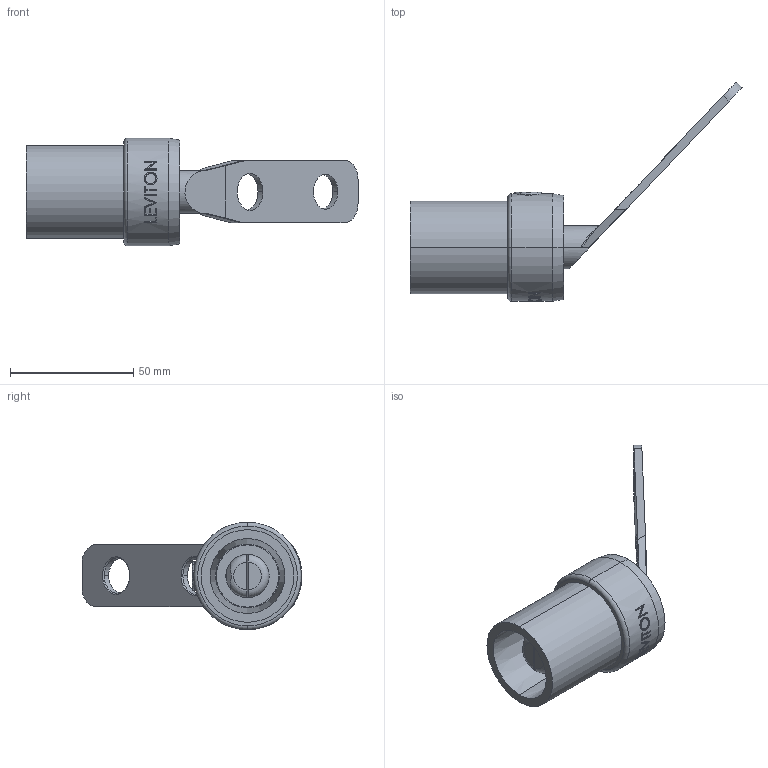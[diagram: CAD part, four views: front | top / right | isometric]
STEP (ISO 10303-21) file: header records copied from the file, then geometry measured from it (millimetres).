
FILE_DESCRIPTION (( 'STEP AP214' ), '1' );
FILE_NAME ('ORC3247-M02.STEP', '2023-04-03T14:21:44', ( '' ), ( '' ), 'SwSTEP 2.0', 'SolidWorks 2020', '' );
FILE_SCHEMA (( 'AUTOMOTIVE_DESIGN' ));
Length unit declared in the file: inch
Products named in the file (1): ORC3247-M02
Bounding box: 134.66 x 89.17 x 43.64 mm (x, y, z)
Surface area: 22360.8 mm2 (no closed solid volume)
Topology: 0 solids, 6 shells, 119 faces, 333 edges, 224 vertices
Faces by surface type: plane 56, cylinder 32, bspline 17, cone 8, torus 6
Entity records: 7774 total; most frequent: CARTESIAN_POINT 3271, ORIENTED_EDGE 604, DIRECTION 569, EDGE_CURVE 333, VERTEX_POINT 224, AXIS2_PLACEMENT_3D 210, LINE 149, VECTOR 149
